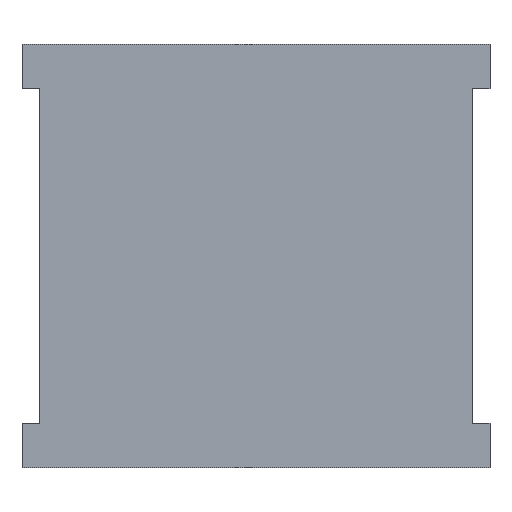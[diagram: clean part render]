
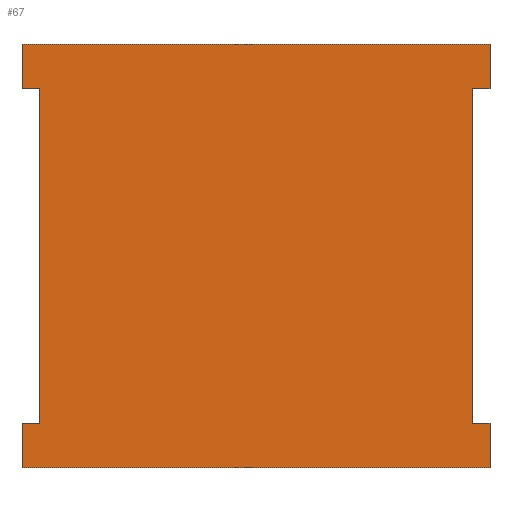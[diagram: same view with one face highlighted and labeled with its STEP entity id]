
A CAD part, front view. The second image highlights one B-rep face of the part: STEP entity #67.
In plain terms, the highlighted planar face has unit normal (0, -1, 0).
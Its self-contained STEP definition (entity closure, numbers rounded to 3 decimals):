
#67=ADVANCED_FACE('NONE',(#174),#175,.T.);
#174=FACE_OUTER_BOUND('',#342,.T.);
#175=PLANE('',#343);
#342=EDGE_LOOP('',(#911,#912,#913,#914,#915,#916,#917,#918,#919,#920,#921,#922));
#343=AXIS2_PLACEMENT_3D('',#923,#924,#925);
#911=ORIENTED_EDGE('',*,*,#1485,.T.);
#912=ORIENTED_EDGE('',*,*,#1486,.T.);
#913=ORIENTED_EDGE('',*,*,#1487,.T.);
#914=ORIENTED_EDGE('',*,*,#1488,.F.);
#915=ORIENTED_EDGE('',*,*,#1489,.F.);
#916=ORIENTED_EDGE('',*,*,#1436,.F.);
#917=ORIENTED_EDGE('',*,*,#1484,.F.);
#918=ORIENTED_EDGE('',*,*,#1442,.F.);
#919=ORIENTED_EDGE('',*,*,#1490,.F.);
#920=ORIENTED_EDGE('',*,*,#1491,.T.);
#921=ORIENTED_EDGE('',*,*,#1492,.T.);
#922=ORIENTED_EDGE('',*,*,#1493,.T.);
#923=CARTESIAN_POINT('',(0.0,-10.5,9.5));
#924=DIRECTION('',(0.0,-1.0,0.0));
#925=DIRECTION('',(0.0,0.0,-1.0));
#1436=EDGE_CURVE('NONE',#1699,#1701,#1702,.T.);
#1442=EDGE_CURVE('NONE',#1709,#1711,#1712,.T.);
#1484=EDGE_CURVE('NONE',#1711,#1699,#1789,.T.);
#1485=EDGE_CURVE('NONE',#1790,#1791,#1792,.T.);
#1486=EDGE_CURVE('NONE',#1791,#1793,#1794,.T.);
#1487=EDGE_CURVE('NONE',#1793,#1795,#1796,.T.);
#1488=EDGE_CURVE('NONE',#1797,#1795,#1798,.T.);
#1489=EDGE_CURVE('NONE',#1701,#1797,#1799,.T.);
#1490=EDGE_CURVE('NONE',#1800,#1709,#1801,.T.);
#1491=EDGE_CURVE('NONE',#1800,#1802,#1803,.T.);
#1492=EDGE_CURVE('NONE',#1802,#1804,#1805,.T.);
#1493=EDGE_CURVE('NONE',#1804,#1790,#1806,.T.);
#1699=VERTEX_POINT('NONE',#2104);
#1701=VERTEX_POINT('NONE',#2107);
#1702=LINE('',#2108,#2109);
#1709=VERTEX_POINT('NONE',#2120);
#1711=VERTEX_POINT('NONE',#2123);
#1712=LINE('',#2124,#2125);
#1789=LINE('',#2359,#2360);
#1790=VERTEX_POINT('NONE',#2361);
#1791=VERTEX_POINT('NONE',#2362);
#1792=LINE('',#2363,#2364);
#1793=VERTEX_POINT('NONE',#2365);
#1794=LINE('',#2366,#2367);
#1795=VERTEX_POINT('NONE',#2368);
#1796=LINE('',#2369,#2370);
#1797=VERTEX_POINT('NONE',#2371);
#1798=LINE('',#2372,#2373);
#1799=LINE('',#2374,#2375);
#1800=VERTEX_POINT('NONE',#2376);
#1801=LINE('',#2377,#2378);
#1802=VERTEX_POINT('NONE',#2379);
#1803=LINE('',#2380,#2381);
#1804=VERTEX_POINT('NONE',#2382);
#1805=LINE('',#2383,#2384);
#1806=LINE('',#2385,#2386);
#2104=CARTESIAN_POINT('',(20.2,-10.5,-7.5));
#2107=CARTESIAN_POINT('',(21.0,-10.5,-7.5));
#2108=CARTESIAN_POINT('',(21.0,-10.5,-7.5));
#2109=VECTOR('',#2840,1000.0);
#2120=CARTESIAN_POINT('',(21.0,-10.5,7.5));
#2123=CARTESIAN_POINT('',(20.2,-10.5,7.5));
#2124=CARTESIAN_POINT('',(19.7,-10.5,7.5));
#2125=VECTOR('',#2846,1000.0);
#2359=CARTESIAN_POINT('',(20.2,-10.5,1.75));
#2360=VECTOR('',#2888,1000.0);
#2361=CARTESIAN_POINT('',(0.8,-10.5,7.5));
#2362=CARTESIAN_POINT('',(0.8,-10.5,-7.5));
#2363=CARTESIAN_POINT('',(0.8,-10.5,1.75));
#2364=VECTOR('',#2889,1000.0);
#2365=CARTESIAN_POINT('',(0.,-10.5,-7.5));
#2366=CARTESIAN_POINT('',(0.,-10.5,-7.5));
#2367=VECTOR('',#2890,1000.0);
#2368=CARTESIAN_POINT('',(0.0,-10.5,-9.5));
#2369=CARTESIAN_POINT('',(0.0,-10.5,9.5));
#2370=VECTOR('',#2891,1000.0);
#2371=CARTESIAN_POINT('',(21.0,-10.5,-9.5));
#2372=CARTESIAN_POINT('',(0.0,-10.5,-9.5));
#2373=VECTOR('',#2892,1000.0);
#2374=CARTESIAN_POINT('',(21.0,-10.5,9.5));
#2375=VECTOR('',#2893,1000.0);
#2376=CARTESIAN_POINT('',(21.0,-10.5,9.5));
#2377=CARTESIAN_POINT('',(21.0,-10.5,9.5));
#2378=VECTOR('',#2894,1000.0);
#2379=CARTESIAN_POINT('',(0.0,-10.5,9.5));
#2380=CARTESIAN_POINT('',(0.0,-10.5,9.5));
#2381=VECTOR('',#2895,1000.0);
#2382=CARTESIAN_POINT('',(0.,-10.5,7.5));
#2383=CARTESIAN_POINT('',(0.0,-10.5,9.5));
#2384=VECTOR('',#2896,1000.0);
#2385=CARTESIAN_POINT('',(1.3,-10.5,7.5));
#2386=VECTOR('',#2897,1000.0);
#2840=DIRECTION('',(1.0,0.,0.));
#2846=DIRECTION('',(-1.0,0.,0.));
#2888=DIRECTION('',(0.,0.,-1.0));
#2889=DIRECTION('',(0.,0.0,-1.0));
#2890=DIRECTION('',(-1.0,0.0,0.));
#2891=DIRECTION('',(-0.0,-0.0,-1.0));
#2892=DIRECTION('',(-1.0,0.0,-0.0));
#2893=DIRECTION('',(-0.0,-0.0,-1.0));
#2894=DIRECTION('',(-0.0,-0.0,-1.0));
#2895=DIRECTION('',(-1.0,0.0,-0.0));
#2896=DIRECTION('',(-0.0,-0.0,-1.0));
#2897=DIRECTION('',(1.0,0.0,0.));
